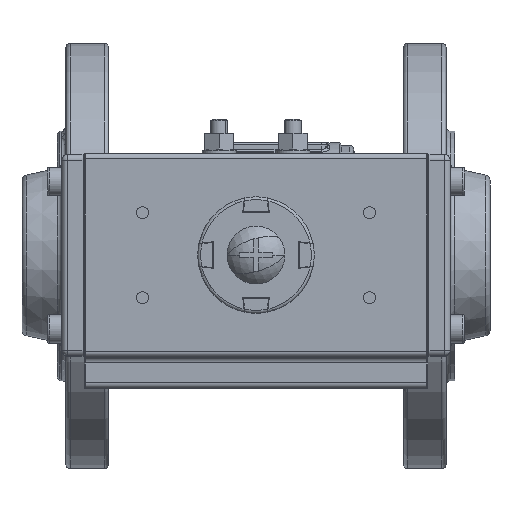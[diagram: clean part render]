
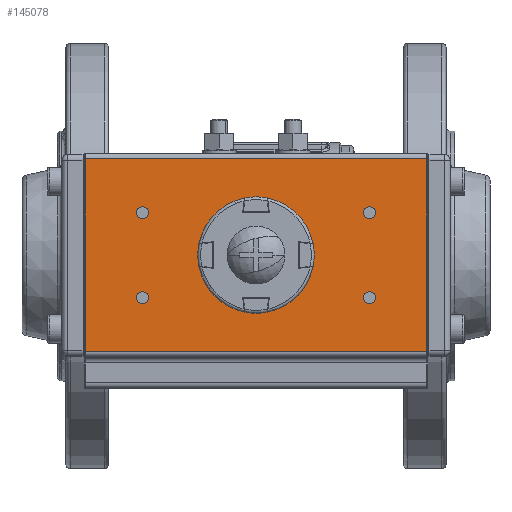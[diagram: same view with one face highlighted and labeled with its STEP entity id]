
A CAD part, top view. The second image highlights one B-rep face of the part: STEP entity #145078.
In plain terms, the highlighted planar face has unit normal (0, 0, 1).
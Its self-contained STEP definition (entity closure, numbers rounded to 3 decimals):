
#144939=CARTESIAN_POINT('',(-60.5,34.,165.));
#144940=DIRECTION('',(-0.,-0.,-1.));
#144941=DIRECTION('',(0.,-1.,0.));
#144942=AXIS2_PLACEMENT_3D('',#144939,#144940,#144941);
#144943=PLANE('',#144942);
#144944=CARTESIAN_POINT('',(37.9,15.,165.));
#144945=VERTEX_POINT('',#144944);
#144946=CARTESIAN_POINT('',(42.1,15.,165.));
#144947=VERTEX_POINT('',#144946);
#144948=CARTESIAN_POINT('',(40.,15.,165.));
#144949=DIRECTION('',(0.,0.,1.));
#144950=DIRECTION('',(-1.,-0.,0.));
#144951=AXIS2_PLACEMENT_3D('',#144948,#144949,#144950);
#144952=CIRCLE('',#144951,2.1);
#144953=EDGE_CURVE('NONE',#144945,#144947,#144952,.T.);
#144954=ORIENTED_EDGE('',*,*,#144953,.F.);
#144955=CARTESIAN_POINT('',(40.,15.,165.));
#144956=DIRECTION('',(0.,0.,1.));
#144957=DIRECTION('',(-1.,-0.,0.));
#144958=AXIS2_PLACEMENT_3D('',#144955,#144956,#144957);
#144959=CIRCLE('',#144958,2.1);
#144960=EDGE_CURVE('NONE',#144947,#144945,#144959,.T.);
#144961=ORIENTED_EDGE('',*,*,#144960,.F.);
#144962=EDGE_LOOP('',(#144954,#144961));
#144963=FACE_BOUND('',#144962,.T.);
#144964=CARTESIAN_POINT('',(37.9,-15.,165.));
#144965=VERTEX_POINT('',#144964);
#144966=CARTESIAN_POINT('',(42.1,-15.,165.));
#144967=VERTEX_POINT('',#144966);
#144968=CARTESIAN_POINT('',(40.,-15.,165.));
#144969=DIRECTION('',(0.,0.,1.));
#144970=DIRECTION('',(-1.,-0.,0.));
#144971=AXIS2_PLACEMENT_3D('',#144968,#144969,#144970);
#144972=CIRCLE('',#144971,2.1);
#144973=EDGE_CURVE('NONE',#144965,#144967,#144972,.T.);
#144974=ORIENTED_EDGE('',*,*,#144973,.F.);
#144975=CARTESIAN_POINT('',(40.,-15.,165.));
#144976=DIRECTION('',(0.,0.,1.));
#144977=DIRECTION('',(-1.,-0.,0.));
#144978=AXIS2_PLACEMENT_3D('',#144975,#144976,#144977);
#144979=CIRCLE('',#144978,2.1);
#144980=EDGE_CURVE('NONE',#144967,#144965,#144979,.T.);
#144981=ORIENTED_EDGE('',*,*,#144980,.F.);
#144982=EDGE_LOOP('',(#144974,#144981));
#144983=FACE_BOUND('',#144982,.T.);
#144984=CARTESIAN_POINT('',(-60.279,-34.,165.));
#144985=VERTEX_POINT('',#144984);
#144986=CARTESIAN_POINT('',(60.279,-34.,165.));
#144987=VERTEX_POINT('',#144986);
#144988=CARTESIAN_POINT('',(-60.279,-34.,165.));
#144989=DIRECTION('',(1.,0.,-0.));
#144990=VECTOR('',#144989,120.558);
#144991=LINE('',#144988,#144990);
#144992=EDGE_CURVE('',#144985,#144987,#144991,.T.);
#144993=ORIENTED_EDGE('',*,*,#144992,.T.);
#144994=CARTESIAN_POINT('',(60.279,34.,165.));
#144995=VERTEX_POINT('',#144994);
#144996=CARTESIAN_POINT('',(60.279,-34.,165.));
#144997=DIRECTION('',(-0.,1.,-0.));
#144998=VECTOR('',#144997,68.);
#144999=LINE('',#144996,#144998);
#145000=EDGE_CURVE('',#144987,#144995,#144999,.T.);
#145001=ORIENTED_EDGE('',*,*,#145000,.T.);
#145002=CARTESIAN_POINT('',(-60.279,34.,165.));
#145003=VERTEX_POINT('',#145002);
#145004=CARTESIAN_POINT('',(-60.279,34.,165.));
#145005=DIRECTION('',(1.,0.,-0.));
#145006=VECTOR('',#145005,120.558);
#145007=LINE('',#145004,#145006);
#145008=EDGE_CURVE('',#145003,#144995,#145007,.T.);
#145009=ORIENTED_EDGE('',*,*,#145008,.F.);
#145010=CARTESIAN_POINT('',(-60.279,34.,165.));
#145011=DIRECTION('',(0.,-1.,0.));
#145012=VECTOR('',#145011,68.);
#145013=LINE('',#145010,#145012);
#145014=EDGE_CURVE('',#145003,#144985,#145013,.T.);
#145015=ORIENTED_EDGE('',*,*,#145014,.T.);
#145016=EDGE_LOOP('',(#144993,#145001,#145009,#145015));
#145017=FACE_BOUND('',#145016,.T.);
#145018=CARTESIAN_POINT('',(-42.1,15.,165.));
#145019=VERTEX_POINT('',#145018);
#145020=CARTESIAN_POINT('',(-37.9,15.,165.));
#145021=VERTEX_POINT('',#145020);
#145022=CARTESIAN_POINT('',(-40.,15.,165.));
#145023=DIRECTION('',(0.,0.,1.));
#145024=DIRECTION('',(-1.,-0.,0.));
#145025=AXIS2_PLACEMENT_3D('',#145022,#145023,#145024);
#145026=CIRCLE('',#145025,2.1);
#145027=EDGE_CURVE('NONE',#145019,#145021,#145026,.T.);
#145028=ORIENTED_EDGE('',*,*,#145027,.F.);
#145029=CARTESIAN_POINT('',(-40.,15.,165.));
#145030=DIRECTION('',(0.,0.,1.));
#145031=DIRECTION('',(-1.,-0.,0.));
#145032=AXIS2_PLACEMENT_3D('',#145029,#145030,#145031);
#145033=CIRCLE('',#145032,2.1);
#145034=EDGE_CURVE('NONE',#145021,#145019,#145033,.T.);
#145035=ORIENTED_EDGE('',*,*,#145034,.F.);
#145036=EDGE_LOOP('',(#145028,#145035));
#145037=FACE_BOUND('',#145036,.T.);
#145038=CARTESIAN_POINT('',(-42.1,-15.,165.));
#145039=VERTEX_POINT('',#145038);
#145040=CARTESIAN_POINT('',(-37.9,-15.,165.));
#145041=VERTEX_POINT('',#145040);
#145042=CARTESIAN_POINT('',(-40.,-15.,165.));
#145043=DIRECTION('',(0.,0.,1.));
#145044=DIRECTION('',(-1.,-0.,0.));
#145045=AXIS2_PLACEMENT_3D('',#145042,#145043,#145044);
#145046=CIRCLE('',#145045,2.1);
#145047=EDGE_CURVE('NONE',#145039,#145041,#145046,.T.);
#145048=ORIENTED_EDGE('',*,*,#145047,.F.);
#145049=CARTESIAN_POINT('',(-40.,-15.,165.));
#145050=DIRECTION('',(0.,0.,1.));
#145051=DIRECTION('',(-1.,-0.,0.));
#145052=AXIS2_PLACEMENT_3D('',#145049,#145050,#145051);
#145053=CIRCLE('',#145052,2.1);
#145054=EDGE_CURVE('NONE',#145041,#145039,#145053,.T.);
#145055=ORIENTED_EDGE('',*,*,#145054,.F.);
#145056=EDGE_LOOP('',(#145048,#145055));
#145057=FACE_BOUND('',#145056,.T.);
#145058=CARTESIAN_POINT('',(-9.,0.,165.));
#145059=VERTEX_POINT('',#145058);
#145060=CARTESIAN_POINT('',(9.,0.,165.));
#145061=VERTEX_POINT('',#145060);
#145062=CARTESIAN_POINT('',(-0.,0.,165.));
#145063=DIRECTION('',(-0.,-0.,-1.));
#145064=DIRECTION('',(0.,-1.,0.));
#145065=AXIS2_PLACEMENT_3D('',#145062,#145063,#145064);
#145066=CIRCLE('',#145065,9.);
#145067=EDGE_CURVE('',#145059,#145061,#145066,.T.);
#145068=ORIENTED_EDGE('',*,*,#145067,.T.);
#145069=CARTESIAN_POINT('',(-0.,0.,165.));
#145070=DIRECTION('',(-0.,-0.,-1.));
#145071=DIRECTION('',(0.,-1.,0.));
#145072=AXIS2_PLACEMENT_3D('',#145069,#145070,#145071);
#145073=CIRCLE('',#145072,9.);
#145074=EDGE_CURVE('',#145061,#145059,#145073,.T.);
#145075=ORIENTED_EDGE('',*,*,#145074,.T.);
#145076=EDGE_LOOP('',(#145068,#145075));
#145077=FACE_BOUND('',#145076,.T.);
#145078=ADVANCED_FACE('',(#144963,#144983,#145017,#145037,#145057,#145077),#144943,.F.);
